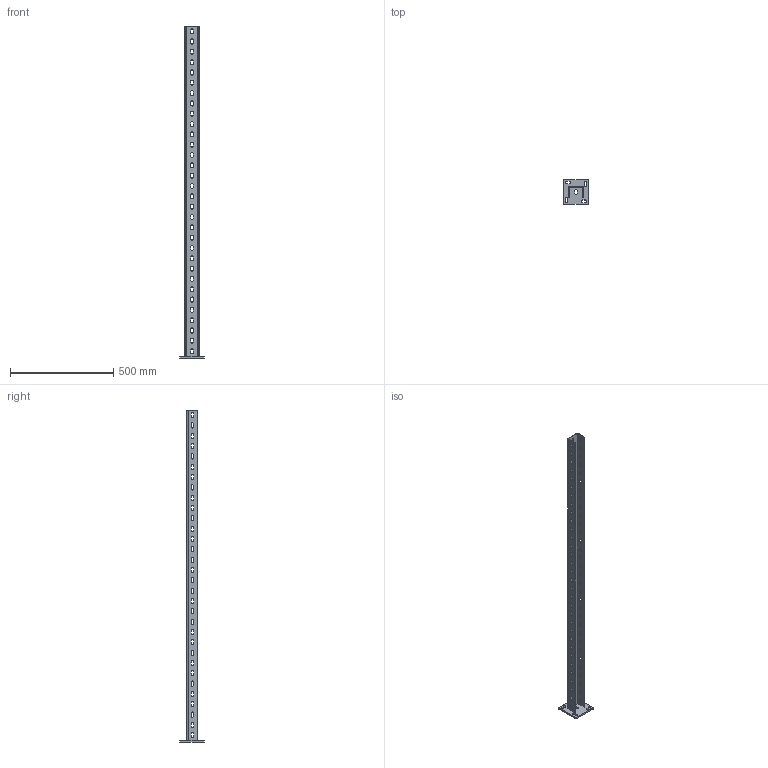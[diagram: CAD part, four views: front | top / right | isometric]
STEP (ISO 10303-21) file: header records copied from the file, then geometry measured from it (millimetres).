
FILE_DESCRIPTION (( 'STEP AP214' ), '1' );
FILE_NAME ('Äåòàë__1600.STEP', '2023-04-03T10:41:55', ( '' ), ( '' ), 'SwSTEP 2.0', 'SolidWorks 2022', '' );
FILE_SCHEMA (( 'AUTOMOTIVE_DESIGN' ));
Length unit declared in the file: millimetre
Products named in the file (1): Детал__1600
Bounding box: 120 x 120 x 1608 mm (x, y, z)
Volume: 1011570.5 mm3; surface area: 523639.6 mm2
Topology: 1 solids, 1 shells, 525 faces, 1566 edges, 1044 vertices
Faces by surface type: cylinder 308, plane 217
Entity records: 18314 total; most frequent: DIRECTION 3234, CARTESIAN_POINT 3136, ORIENTED_EDGE 3132, EDGE_CURVE 1566, AXIS2_PLACEMENT_3D 1142, VERTEX_POINT 1044, LINE 950, VECTOR 950
